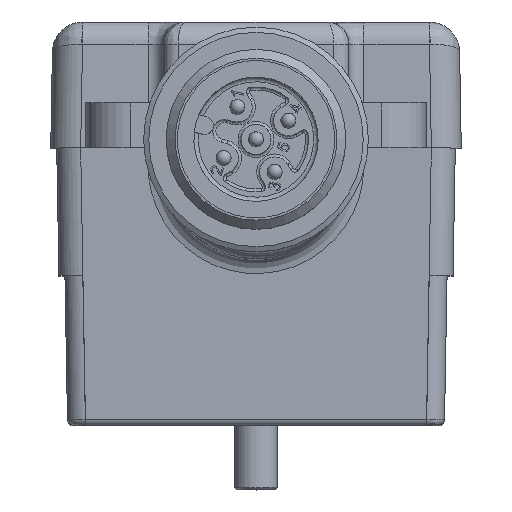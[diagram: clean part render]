
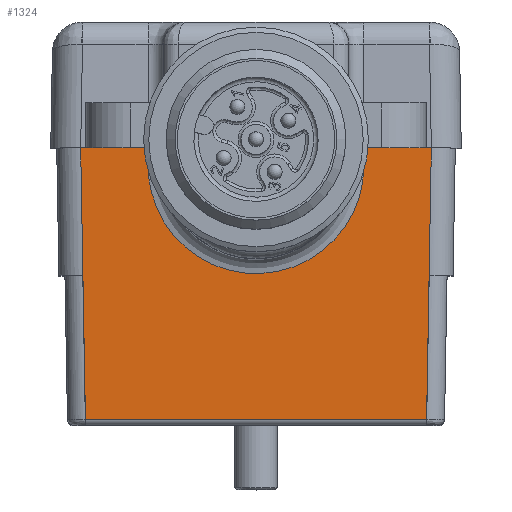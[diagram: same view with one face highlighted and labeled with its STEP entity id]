
A CAD part, top view. The second image highlights one B-rep face of the part: STEP entity #1324.
In plain terms, the highlighted planar face has unit normal (0, -0.018, 1).
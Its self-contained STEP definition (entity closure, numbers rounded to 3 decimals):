
#83=ELLIPSE('',#9585,7.201,7.2);
#654=FACE_OUTER_BOUND('',#2644,.T.);
#1324=ADVANCED_FACE('',(#654),#1588,.T.);
#1588=PLANE('',#9601);
#2644=EDGE_LOOP('',(#6400,#6401,#6402,#6403,#6404,#6405,#6406,#6407,#6408,
#6409,#6410,#6411));
#3304=LINE('',#16425,#4025);
#3305=LINE('',#16427,#4026);
#3310=LINE('',#16439,#4031);
#3311=LINE('',#16513,#4032);
#3317=LINE('',#16528,#4038);
#3321=LINE('',#16536,#4042);
#3334=LINE('',#16643,#4055);
#3335=LINE('',#16645,#4056);
#3336=LINE('',#16647,#4057);
#3337=LINE('',#16649,#4058);
#3338=LINE('',#16650,#4059);
#4025=VECTOR('',#11811,1.);
#4026=VECTOR('',#11814,1.);
#4031=VECTOR('',#11827,1.);
#4032=VECTOR('',#11844,1.);
#4038=VECTOR('',#11856,1.);
#4042=VECTOR('',#11860,1.);
#4055=VECTOR('',#11893,1.);
#4056=VECTOR('',#11894,1.);
#4057=VECTOR('',#11895,1.);
#4058=VECTOR('',#11896,1.);
#4059=VECTOR('',#11897,1.);
#6400=ORIENTED_EDGE('',*,*,#8508,.T.);
#6401=ORIENTED_EDGE('',*,*,#8507,.T.);
#6402=ORIENTED_EDGE('',*,*,#8514,.T.);
#6403=ORIENTED_EDGE('',*,*,#8555,.T.);
#6404=ORIENTED_EDGE('',*,*,#8556,.T.);
#6405=ORIENTED_EDGE('',*,*,#8557,.T.);
#6406=ORIENTED_EDGE('',*,*,#8558,.T.);
#6407=ORIENTED_EDGE('',*,*,#8520,.T.);
#6408=ORIENTED_EDGE('',*,*,#8524,.T.);
#6409=ORIENTED_EDGE('',*,*,#8535,.T.);
#6410=ORIENTED_EDGE('',*,*,#8559,.F.);
#6411=ORIENTED_EDGE('',*,*,#8531,.T.);
#7288=VERTEX_POINT('',#16225);
#7297=VERTEX_POINT('',#16309);
#7315=VERTEX_POINT('',#16428);
#7318=VERTEX_POINT('',#16440);
#7322=VERTEX_POINT('',#16465);
#7323=VERTEX_POINT('',#16467);
#7326=VERTEX_POINT('',#16512);
#7329=VERTEX_POINT('',#16529);
#7332=VERTEX_POINT('',#16535);
#7345=VERTEX_POINT('',#16644);
#7346=VERTEX_POINT('',#16646);
#7347=VERTEX_POINT('',#16648);
#8507=EDGE_CURVE('',#7288,#7297,#3304,.T.);
#8508=EDGE_CURVE('',#7315,#7288,#3305,.T.);
#8514=EDGE_CURVE('',#7297,#7318,#3310,.T.);
#8520=EDGE_CURVE('',#7323,#7322,#83,.T.);
#8524=EDGE_CURVE('',#7322,#7326,#3311,.T.);
#8531=EDGE_CURVE('',#7329,#7315,#3317,.T.);
#8535=EDGE_CURVE('',#7326,#7332,#3321,.T.);
#8555=EDGE_CURVE('',#7318,#7345,#3334,.T.);
#8556=EDGE_CURVE('',#7345,#7346,#3335,.T.);
#8557=EDGE_CURVE('',#7346,#7347,#3336,.T.);
#8558=EDGE_CURVE('',#7347,#7323,#3337,.T.);
#8559=EDGE_CURVE('',#7329,#7332,#3338,.T.);
#9585=AXIS2_PLACEMENT_3D('',#16466,#11838,#11839);
#9601=AXIS2_PLACEMENT_3D('',#16651,#11898,#11899);
#11811=DIRECTION('',(1.,0.,0.));
#11814=DIRECTION('',(0.017,-1.,-0.017));
#11827=DIRECTION('',(0.017,1.,0.017));
#11838=DIRECTION('',(0.,0.017,-1.));
#11839=DIRECTION('',(0.,1.,0.017));
#11844=DIRECTION('',(0.,1.,0.017));
#11856=DIRECTION('',(-1.,0.,0.));
#11860=DIRECTION('',(-1.,0.,0.));
#11893=DIRECTION('',(-1.,0.,0.));
#11894=DIRECTION('',(-1.,0.,0.));
#11895=DIRECTION('',(-1.,0.,0.));
#11896=DIRECTION('',(0.,-1.,-0.017));
#11897=DIRECTION('',(1.,0.,0.));
#11898=DIRECTION('',(0.,-0.017,1.));
#11899=DIRECTION('',(1.,0.,0.));
#16225=CARTESIAN_POINT('',(-11.384,-18.107,-6.416));
#16309=CARTESIAN_POINT('',(11.384,-18.107,-6.416));
#16425=CARTESIAN_POINT('',(-14.45,-18.107,-6.416));
#16427=CARTESIAN_POINT('',(-11.827,7.245,-5.974));
#16428=CARTESIAN_POINT('',(-11.7,0.,-6.1));
#16439=CARTESIAN_POINT('',(11.701,0.028,-6.1));
#16440=CARTESIAN_POINT('',(11.7,0.,-6.1));
#16465=CARTESIAN_POINT('',(-7.2,-1.183,-6.121));
#16466=CARTESIAN_POINT('',(0.,-1.183,-6.121));
#16467=CARTESIAN_POINT('',(7.2,-1.183,-6.121));
#16512=CARTESIAN_POINT('',(-7.2,0.,-6.1));
#16513=CARTESIAN_POINT('',(-7.2,0.,-6.1));
#16528=CARTESIAN_POINT('',(-14.45,0.,-6.1));
#16529=CARTESIAN_POINT('',(-11.35,0.,-6.1));
#16535=CARTESIAN_POINT('',(-9.35,0.,-6.1));
#16536=CARTESIAN_POINT('',(-14.45,0.,-6.1));
#16643=CARTESIAN_POINT('',(-14.45,0.,-6.1));
#16644=CARTESIAN_POINT('',(11.35,0.,-6.1));
#16645=CARTESIAN_POINT('',(11.35,0.,-6.1));
#16646=CARTESIAN_POINT('',(9.35,0.,-6.1));
#16647=CARTESIAN_POINT('',(-14.45,0.,-6.1));
#16648=CARTESIAN_POINT('',(7.2,0.,-6.1));
#16649=CARTESIAN_POINT('',(7.2,-1.2,-6.121));
#16650=CARTESIAN_POINT('',(-11.35,0.,-6.1));
#16651=CARTESIAN_POINT('',(-14.45,7.199,-5.974));
